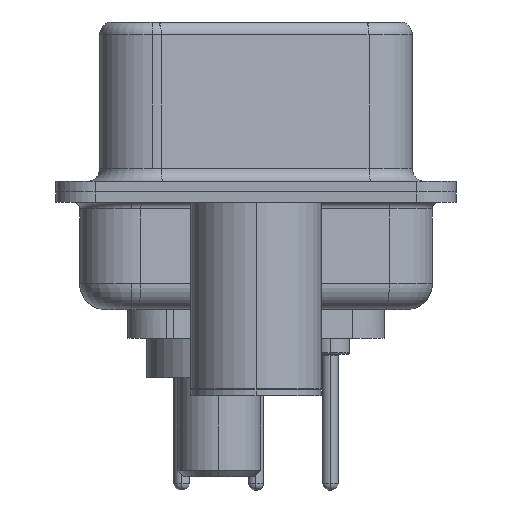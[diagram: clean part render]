
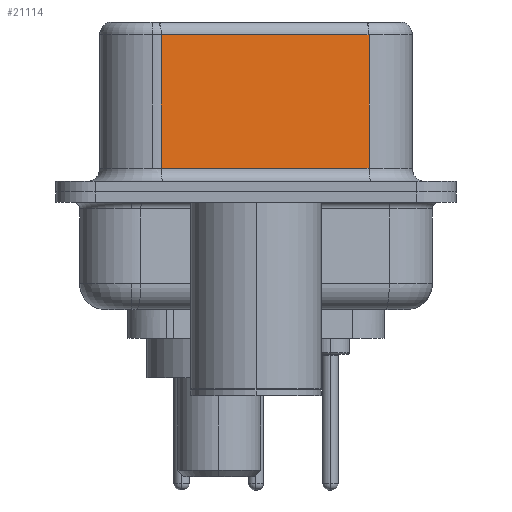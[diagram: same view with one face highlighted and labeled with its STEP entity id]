
A CAD part, left-side view. The second image highlights one B-rep face of the part: STEP entity #21114.
In plain terms, the highlighted planar face has unit normal (-0.985, -0.174, 0).
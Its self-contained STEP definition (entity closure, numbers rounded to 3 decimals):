
#577 = CARTESIAN_POINT ( 'NONE',  ( 5.132, -4.322, 0.9 ) ) ;
#798 = ORIENTED_EDGE ( 'NONE', *, *, #6422, .T. ) ;
#2119 = AXIS2_PLACEMENT_3D ( 'NONE', #11182, #27651, #13573 ) ;
#2134 = CARTESIAN_POINT ( 'NONE',  ( 3.73, 3.628, 0.9 ) ) ;
#2142 = ORIENTED_EDGE ( 'NONE', *, *, #3238, .T. ) ;
#3238 = EDGE_CURVE ( 'NONE', #13272, #8136, #4912, .T. ) ;
#3783 = DIRECTION ( 'NONE',  ( 0.174, -0.985, 0. ) ) ;
#4912 = LINE ( 'NONE', #12280, #10457 ) ;
#5581 = VERTEX_POINT ( 'NONE', #14018 ) ;
#5705 = FACE_OUTER_BOUND ( 'NONE', #23288, .T. ) ;
#6422 = EDGE_CURVE ( 'NONE', #5581, #13272, #25712, .T. ) ;
#7459 = LINE ( 'NONE', #15592, #24805 ) ;
#7882 = CARTESIAN_POINT ( 'NONE',  ( 5.132, -4.322, 6.02 ) ) ;
#7988 = DIRECTION ( 'NONE',  ( -0.174, 0.985, 0. ) ) ;
#8136 = VERTEX_POINT ( 'NONE', #2134 ) ;
#10457 = VECTOR ( 'NONE', #15009, 1000. ) ;
#11182 = CARTESIAN_POINT ( 'NONE',  ( 5.132, -4.322, 6.52 ) ) ;
#11789 = ORIENTED_EDGE ( 'NONE', *, *, #22415, .T. ) ;
#12280 = CARTESIAN_POINT ( 'NONE',  ( 3.73, 3.628, 6.52 ) ) ;
#12560 = EDGE_CURVE ( 'NONE', #5581, #24706, #30024, .T. ) ;
#13272 = VERTEX_POINT ( 'NONE', #27895 ) ;
#13573 = DIRECTION ( 'NONE',  ( -0.174, 0.985, 0. ) ) ;
#13858 = CARTESIAN_POINT ( 'NONE',  ( 5.132, -4.322, 6.52 ) ) ;
#14018 = CARTESIAN_POINT ( 'NONE',  ( 5.132, -4.322, 6.02 ) ) ;
#15009 = DIRECTION ( 'NONE',  ( 0., 0., -1. ) ) ;
#15577 = ORIENTED_EDGE ( 'NONE', *, *, #12560, .F. ) ;
#15592 = CARTESIAN_POINT ( 'NONE',  ( 5.132, -4.322, 0.9 ) ) ;
#16279 = DIRECTION ( 'NONE',  ( 0., 0., -1. ) ) ;
#19448 = VECTOR ( 'NONE', #7988, 1000. ) ;
#21114 = ADVANCED_FACE ( 'NONE', ( #5705 ), #27552, .F. ) ;
#22415 = EDGE_CURVE ( 'NONE', #8136, #24706, #7459, .T. ) ;
#23097 = VECTOR ( 'NONE', #16279, 1000. ) ;
#23288 = EDGE_LOOP ( 'NONE', ( #15577, #798, #2142, #11789 ) ) ;
#24706 = VERTEX_POINT ( 'NONE', #577 ) ;
#24805 = VECTOR ( 'NONE', #3783, 1000. ) ;
#25712 = LINE ( 'NONE', #7882, #19448 ) ;
#27552 = PLANE ( 'NONE',  #2119 ) ;
#27651 = DIRECTION ( 'NONE',  ( 0.985, 0.174, 0. ) ) ;
#27895 = CARTESIAN_POINT ( 'NONE',  ( 3.73, 3.628, 6.02 ) ) ;
#30024 = LINE ( 'NONE', #13858, #23097 ) ;
